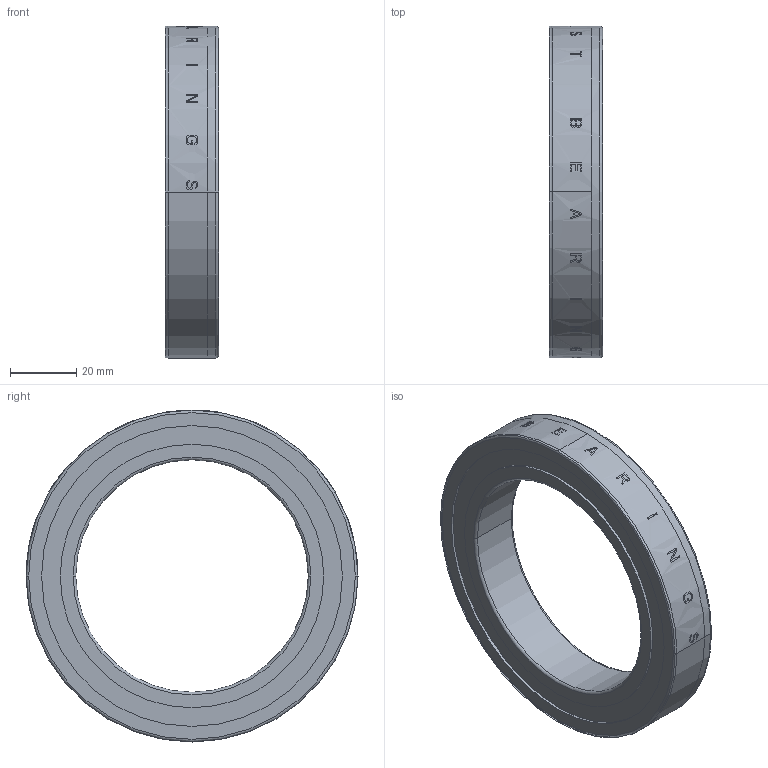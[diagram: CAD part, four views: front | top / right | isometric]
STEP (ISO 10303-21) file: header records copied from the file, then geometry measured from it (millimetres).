
FILE_DESCRIPTION((''),'2;1');
FILE_NAME('6914-2RS','2020-08-06T',('SYSTEM'),(''),'PRO/ENGINEER BY PARAMETRIC TECHNOLOGY CORPORATION, 2016360','PRO/ENGINEER BY PARAMETRIC TECHNOLOGY CORPORATION, 2016360','');
FILE_SCHEMA(('AUTOMOTIVE_DESIGN { 1 0 10303 214 1 1 1 1 }'));
Length unit declared in the file: inch
Products named in the file (1): 6914-2RS
Bounding box: 16 x 100 x 100 mm (x, y, z)
Volume: 47980.1 mm3; surface area: 39502.8 mm2
Topology: 2 solids, 4 shells, 425 faces, 1186 edges, 738 vertices
Faces by surface type: plane 283, sphere 88, cylinder 42, torus 12
Entity records: 14568 total; most frequent: CARTESIAN_POINT 4396, ORIENTED_EDGE 2192, DIRECTION 1802, EDGE_CURVE 1098, VERTEX_POINT 738, AXIS2_PLACEMENT_3D 708, EDGE_LOOP 490, B_SPLINE_CURVE_WITH_KNOTS 430
